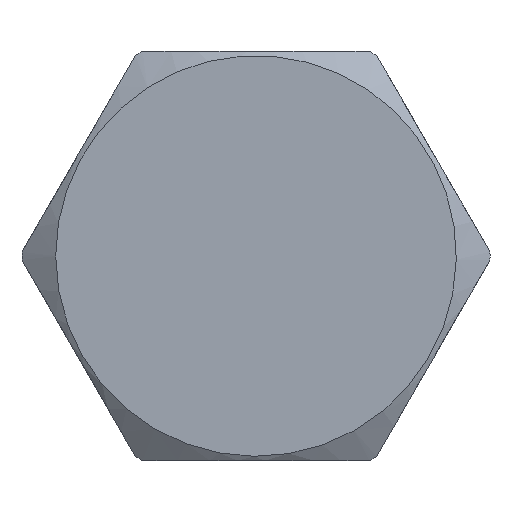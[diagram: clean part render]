
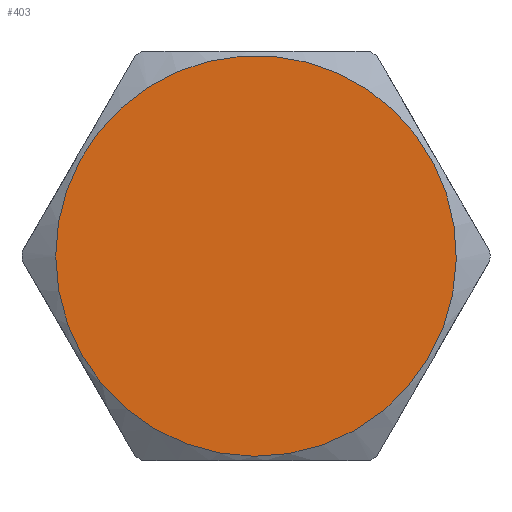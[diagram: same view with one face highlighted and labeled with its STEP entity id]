
A CAD part, left-side view. The second image highlights one B-rep face of the part: STEP entity #403.
In plain terms, the highlighted planar face has unit normal (-1, 0, 0).
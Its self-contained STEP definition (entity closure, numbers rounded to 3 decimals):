
#78=PLANE('',#455);
#115=FACE_OUTER_BOUND('',#147,.T.);
#147=EDGE_LOOP('',(#364));
#166=CIRCLE('',#441,7.79);
#209=VERTEX_POINT('',#2349);
#257=EDGE_CURVE('',#209,#209,#166,.T.);
#364=ORIENTED_EDGE('',*,*,#257,.F.);
#403=ADVANCED_FACE('',(#115),#78,.T.);
#441=AXIS2_PLACEMENT_3D('',#2350,#530,#531);
#455=AXIS2_PLACEMENT_3D('',#2365,#558,#559);
#530=DIRECTION('center_axis',(1.,0.,0.));
#531=DIRECTION('ref_axis',(0.,-1.,0.));
#558=DIRECTION('center_axis',(-1.,0.,0.));
#559=DIRECTION('ref_axis',(0.,0.,1.));
#2349=CARTESIAN_POINT('',(-19.67,7.79,0.));
#2350=CARTESIAN_POINT('Origin',(-19.67,0.,0.));
#2365=CARTESIAN_POINT('Origin',(-19.67,9.1,0.));
